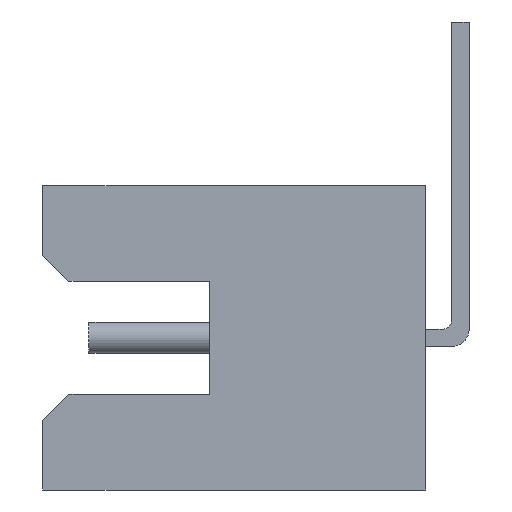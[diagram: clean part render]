
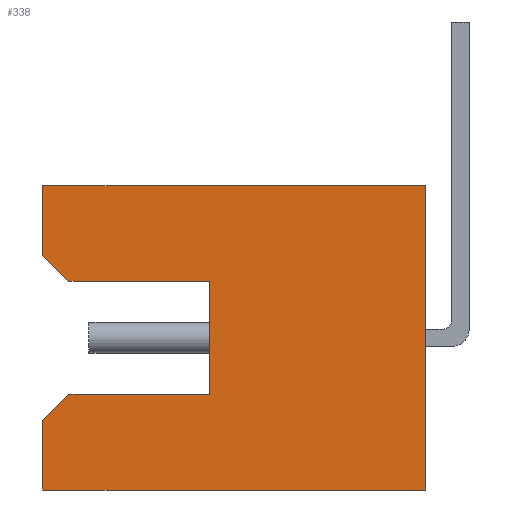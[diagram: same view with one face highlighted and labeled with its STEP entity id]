
A CAD part, left-side view. The second image highlights one B-rep face of the part: STEP entity #338.
In plain terms, the highlighted planar face has unit normal (-1, 0, 0).
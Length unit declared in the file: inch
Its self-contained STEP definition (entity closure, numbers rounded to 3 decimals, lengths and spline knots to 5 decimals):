
#338 = ADVANCED_FACE( '', ( #756 ), #757, .F. );
#756 = FACE_OUTER_BOUND( '', #1262, .T. );
#757 = PLANE( '', #1263 );
#1262 = EDGE_LOOP( '', ( #2069, #2070, #2071, #2072, #2073, #2074, #2075, #2076, #2077, #2078 ) );
#1263 = AXIS2_PLACEMENT_3D( '', #2079, #2080, #2081 );
#2069 = ORIENTED_EDGE( '', *, *, #3200, .T. );
#2070 = ORIENTED_EDGE( '', *, *, #3007, .T. );
#2071 = ORIENTED_EDGE( '', *, *, #3072, .F. );
#2072 = ORIENTED_EDGE( '', *, *, #3201, .F. );
#2073 = ORIENTED_EDGE( '', *, *, #3202, .T. );
#2074 = ORIENTED_EDGE( '', *, *, #3203, .F. );
#2075 = ORIENTED_EDGE( '', *, *, #3091, .T. );
#2076 = ORIENTED_EDGE( '', *, *, #3204, .T. );
#2077 = ORIENTED_EDGE( '', *, *, #3205, .F. );
#2078 = ORIENTED_EDGE( '', *, *, #3206, .F. );
#2079 = CARTESIAN_POINT( '', ( -0.3125, 0.22, -0.0875 ) );
#2080 = DIRECTION( '', ( 1., 0., 0. ) );
#2081 = DIRECTION( '', ( 0., 0., -1. ) );
#3007 = EDGE_CURVE( '', #3598, #3599, #3600, .T. );
#3072 = EDGE_CURVE( '', #3703, #3599, #3705, .T. );
#3091 = EDGE_CURVE( '', #3737, #3735, #3738, .T. );
#3200 = EDGE_CURVE( '', #3904, #3598, #3905, .T. );
#3201 = EDGE_CURVE( '', #3906, #3703, #3907, .T. );
#3202 = EDGE_CURVE( '', #3906, #3908, #3909, .T. );
#3203 = EDGE_CURVE( '', #3737, #3908, #3910, .T. );
#3204 = EDGE_CURVE( '', #3735, #3911, #3912, .T. );
#3205 = EDGE_CURVE( '', #3913, #3911, #3914, .T. );
#3206 = EDGE_CURVE( '', #3904, #3913, #3915, .T. );
#3598 = VERTEX_POINT( '', #4433 );
#3599 = VERTEX_POINT( '', #4434 );
#3600 = LINE( '', #4435, #4436 );
#3703 = VERTEX_POINT( '', #4583 );
#3705 = LINE( '', #4586, #4587 );
#3735 = VERTEX_POINT( '', #4630 );
#3737 = VERTEX_POINT( '', #4633 );
#3738 = LINE( '', #4634, #4635 );
#3904 = VERTEX_POINT( '', #4860 );
#3905 = LINE( '', #4861, #4862 );
#3906 = VERTEX_POINT( '', #4863 );
#3907 = LINE( '', #4864, #4865 );
#3908 = VERTEX_POINT( '', #4866 );
#3909 = LINE( '', #4867, #4868 );
#3910 = LINE( '', #4869, #4870 );
#3911 = VERTEX_POINT( '', #4871 );
#3912 = LINE( '', #4872, #4873 );
#3913 = VERTEX_POINT( '', #4874 );
#3914 = LINE( '', #4875, #4876 );
#3915 = LINE( '', #4877, #4878 );
#4433 = CARTESIAN_POINT( '', ( -0.3125, 0.205, 0.0325 ) );
#4434 = CARTESIAN_POINT( '', ( -0.3125, 0.124, 0.0325 ) );
#4435 = CARTESIAN_POINT( '', ( -0.3125, 0.316, 0.0325 ) );
#4436 = VECTOR( '', #5411, 39.37008 );
#4583 = CARTESIAN_POINT( '', ( -0.3125, 0.124, -0.0325 ) );
#4586 = CARTESIAN_POINT( '', ( -0.3125, 0.124, -0.0325 ) );
#4587 = VECTOR( '', #5478, 39.37008 );
#4630 = CARTESIAN_POINT( '', ( -0.3125, 0., -0.0875 ) );
#4633 = CARTESIAN_POINT( '', ( -0.3125, 0.22, -0.0875 ) );
#4634 = CARTESIAN_POINT( '', ( -0.3125, 0.22, -0.0875 ) );
#4635 = VECTOR( '', #5493, 39.37008 );
#4860 = CARTESIAN_POINT( '', ( -0.3125, 0.22, 0.0475 ) );
#4861 = CARTESIAN_POINT( '', ( -0.3125, 0.22, 0.0475 ) );
#4862 = VECTOR( '', #5616, 39.37008 );
#4863 = CARTESIAN_POINT( '', ( -0.3125, 0.205, -0.0325 ) );
#4864 = CARTESIAN_POINT( '', ( -0.3125, 0.316, -0.0325 ) );
#4865 = VECTOR( '', #5617, 39.37008 );
#4866 = CARTESIAN_POINT( '', ( -0.3125, 0.22, -0.0475 ) );
#4867 = CARTESIAN_POINT( '', ( -0.3125, 0.205, -0.0325 ) );
#4868 = VECTOR( '', #5618, 39.37008 );
#4869 = CARTESIAN_POINT( '', ( -0.3125, 0.22, -0.0875 ) );
#4870 = VECTOR( '', #5619, 39.37008 );
#4871 = CARTESIAN_POINT( '', ( -0.3125, 0., 0.0875 ) );
#4872 = CARTESIAN_POINT( '', ( -0.3125, 0., -0.0875 ) );
#4873 = VECTOR( '', #5620, 39.37008 );
#4874 = CARTESIAN_POINT( '', ( -0.3125, 0.22, 0.0875 ) );
#4875 = CARTESIAN_POINT( '', ( -0.3125, 0.22, 0.0875 ) );
#4876 = VECTOR( '', #5621, 39.37008 );
#4877 = CARTESIAN_POINT( '', ( -0.3125, 0.22, -0.0875 ) );
#4878 = VECTOR( '', #5622, 39.37008 );
#5411 = DIRECTION( '', ( 0., -1., 0. ) );
#5478 = DIRECTION( '', ( 0., 0., 1. ) );
#5493 = DIRECTION( '', ( 0., -1., 0. ) );
#5616 = DIRECTION( '', ( 0., -0.707, -0.707 ) );
#5617 = DIRECTION( '', ( 0., -1., 0. ) );
#5618 = DIRECTION( '', ( 0., 0.707, -0.707 ) );
#5619 = DIRECTION( '', ( 0., 0., 1. ) );
#5620 = DIRECTION( '', ( 0., 0., 1. ) );
#5621 = DIRECTION( '', ( 0., -1., 0. ) );
#5622 = DIRECTION( '', ( 0., 0., 1. ) );
